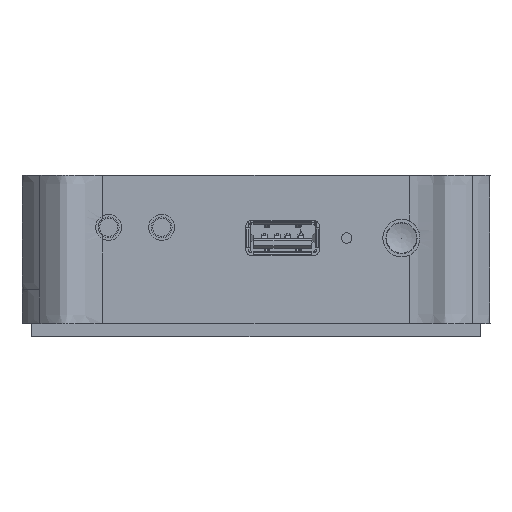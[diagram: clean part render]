
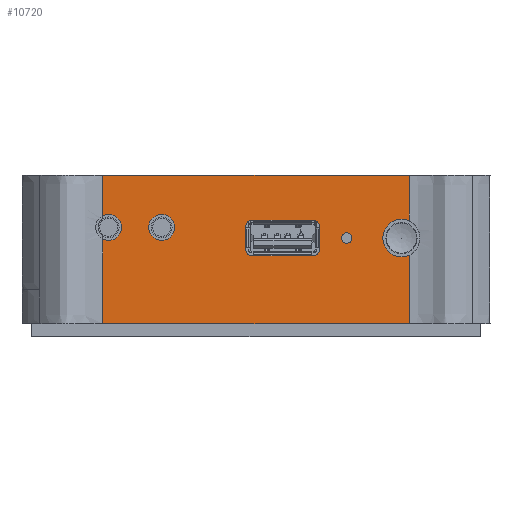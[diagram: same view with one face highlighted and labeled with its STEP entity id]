
A CAD part, front view. The second image highlights one B-rep face of the part: STEP entity #10720.
In plain terms, the highlighted planar face has unit normal (0, -1, 0).
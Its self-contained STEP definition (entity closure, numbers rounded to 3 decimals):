
#884=B_SPLINE_CURVE_WITH_KNOTS('',3,(#168892,#168893,#168894,#168895,#168896,
#168897,#168898,#168899,#168900,#168901,#168902,#168903,#168904),
 .UNSPECIFIED.,.F.,.F.,(4,1,1,1,1,1,1,1,1,1,4),(0.,0.063,0.125,0.25,0.375,
0.5,0.625,0.75,0.875,0.938,1.),.UNSPECIFIED.);
#885=B_SPLINE_CURVE_WITH_KNOTS('',3,(#168912,#168913,#168914,#168915,#168916,
#168917,#168918,#168919,#168920,#168921,#168922,#168923,#168924),
 .UNSPECIFIED.,.F.,.F.,(4,1,1,1,1,1,1,1,1,1,4),(0.,0.063,0.125,0.25,0.375,
0.5,0.625,0.75,0.875,0.938,1.),.UNSPECIFIED.);
#5045=PLANE('',#106440);
#5600=FACE_BOUND('',#22442,.T.);
#5601=FACE_BOUND('',#22443,.T.);
#5602=FACE_BOUND('',#22444,.T.);
#5603=FACE_BOUND('',#22445,.T.);
#10720=ADVANCED_FACE('',(#5600,#5601,#5602,#5603),#5045,.F.);
#22442=EDGE_LOOP('',(#73346));
#22443=EDGE_LOOP('',(#73347,#73348,#73349,#73350,#73351,#73352,#73353,#73354));
#22444=EDGE_LOOP('',(#73355));
#22445=EDGE_LOOP('',(#73356,#73357,#73358,#73359,#73360,#73361,#73362,#73363,
#73364,#73365));
#33789=LINE('',#168143,#45203);
#33833=LINE('',#168774,#45251);
#33834=LINE('',#168800,#45252);
#33835=LINE('',#168874,#45254);
#33836=LINE('',#168878,#45255);
#33837=LINE('',#168882,#45256);
#33838=LINE('',#168886,#45257);
#33839=LINE('',#168906,#45258);
#33840=LINE('',#168908,#45259);
#33841=LINE('',#168910,#45260);
#45203=VECTOR('',#131903,1.);
#45251=VECTOR('',#131991,1.);
#45252=VECTOR('',#131992,1.);
#45254=VECTOR('',#131998,1.);
#45255=VECTOR('',#132001,1.);
#45256=VECTOR('',#132004,1.);
#45257=VECTOR('',#132007,1.);
#45258=VECTOR('',#132012,1.);
#45259=VECTOR('',#132015,1.);
#45260=VECTOR('',#132016,1.);
#73346=ORIENTED_EDGE('',*,*,#97080,.F.);
#73347=ORIENTED_EDGE('',*,*,#97081,.F.);
#73348=ORIENTED_EDGE('',*,*,#97082,.F.);
#73349=ORIENTED_EDGE('',*,*,#97083,.F.);
#73350=ORIENTED_EDGE('',*,*,#97084,.F.);
#73351=ORIENTED_EDGE('',*,*,#97085,.F.);
#73352=ORIENTED_EDGE('',*,*,#97086,.F.);
#73353=ORIENTED_EDGE('',*,*,#97087,.F.);
#73354=ORIENTED_EDGE('',*,*,#97088,.F.);
#73355=ORIENTED_EDGE('',*,*,#97089,.F.);
#73356=ORIENTED_EDGE('',*,*,#97090,.F.);
#73357=ORIENTED_EDGE('',*,*,#97091,.F.);
#73358=ORIENTED_EDGE('',*,*,#97092,.F.);
#73359=ORIENTED_EDGE('',*,*,#97006,.F.);
#73360=ORIENTED_EDGE('',*,*,#97078,.T.);
#73361=ORIENTED_EDGE('',*,*,#97093,.F.);
#73362=ORIENTED_EDGE('',*,*,#97076,.T.);
#73363=ORIENTED_EDGE('',*,*,#97094,.T.);
#73364=ORIENTED_EDGE('',*,*,#97095,.F.);
#73365=ORIENTED_EDGE('',*,*,#97096,.F.);
#82875=VERTEX_POINT('',#168142);
#82876=VERTEX_POINT('',#168144);
#82939=VERTEX_POINT('',#168775);
#82940=VERTEX_POINT('',#168776);
#82941=VERTEX_POINT('',#168799);
#82942=VERTEX_POINT('',#168870);
#82943=VERTEX_POINT('',#168872);
#82944=VERTEX_POINT('',#168873);
#82945=VERTEX_POINT('',#168875);
#82946=VERTEX_POINT('',#168877);
#82947=VERTEX_POINT('',#168879);
#82948=VERTEX_POINT('',#168881);
#82949=VERTEX_POINT('',#168883);
#82950=VERTEX_POINT('',#168885);
#82951=VERTEX_POINT('',#168888);
#82952=VERTEX_POINT('',#168890);
#82953=VERTEX_POINT('',#168891);
#82954=VERTEX_POINT('',#168905);
#82955=VERTEX_POINT('',#168909);
#82956=VERTEX_POINT('',#168911);
#97006=EDGE_CURVE('',#82875,#82876,#33789,.T.);
#97076=EDGE_CURVE('',#82939,#82940,#33833,.T.);
#97078=EDGE_CURVE('',#82875,#82941,#33834,.T.);
#97080=EDGE_CURVE('',#82942,#82942,#99310,.T.);
#97081=EDGE_CURVE('',#82943,#82944,#99311,.T.);
#97082=EDGE_CURVE('',#82945,#82943,#33835,.T.);
#97083=EDGE_CURVE('',#82946,#82945,#99312,.T.);
#97084=EDGE_CURVE('',#82947,#82946,#33836,.T.);
#97085=EDGE_CURVE('',#82948,#82947,#99313,.T.);
#97086=EDGE_CURVE('',#82949,#82948,#33837,.T.);
#97087=EDGE_CURVE('',#82950,#82949,#99314,.T.);
#97088=EDGE_CURVE('',#82944,#82950,#33838,.T.);
#97089=EDGE_CURVE('',#82951,#82951,#99315,.T.);
#97090=EDGE_CURVE('',#82952,#82953,#99316,.T.);
#97091=EDGE_CURVE('',#82954,#82952,#884,.T.);
#97092=EDGE_CURVE('',#82876,#82954,#33839,.T.);
#97093=EDGE_CURVE('',#82939,#82941,#99317,.T.);
#97094=EDGE_CURVE('',#82940,#82955,#33840,.T.);
#97095=EDGE_CURVE('',#82956,#82955,#33841,.T.);
#97096=EDGE_CURVE('',#82953,#82956,#885,.T.);
#99310=CIRCLE('',#106432,1.);
#99311=CIRCLE('',#106433,1.138);
#99312=CIRCLE('',#106434,1.138);
#99313=CIRCLE('',#106435,1.138);
#99314=CIRCLE('',#106436,1.138);
#99315=CIRCLE('',#106437,2.);
#99316=CIRCLE('',#106438,2.);
#99317=CIRCLE('',#106439,3.6);
#106432=AXIS2_PLACEMENT_3D('',#168869,#131994,#131995);
#106433=AXIS2_PLACEMENT_3D('',#168871,#131996,#131997);
#106434=AXIS2_PLACEMENT_3D('',#168876,#131999,#132000);
#106435=AXIS2_PLACEMENT_3D('',#168880,#132002,#132003);
#106436=AXIS2_PLACEMENT_3D('',#168884,#132005,#132006);
#106437=AXIS2_PLACEMENT_3D('',#168887,#132008,#132009);
#106438=AXIS2_PLACEMENT_3D('',#168889,#132010,#132011);
#106439=AXIS2_PLACEMENT_3D('',#168907,#132013,#132014);
#106440=AXIS2_PLACEMENT_3D('',#168925,#132017,#132018);
#131903=DIRECTION('',(-1.,0.,0.));
#131991=DIRECTION('',(0.,0.,1.));
#131992=DIRECTION('',(0.,0.,1.));
#131994=DIRECTION('',(0.,-1.,0.));
#131995=DIRECTION('',(-1.,0.,0.));
#131996=DIRECTION('',(0.,-1.,0.));
#131997=DIRECTION('',(-1.,0.,0.));
#131998=DIRECTION('',(0.,0.,-1.));
#131999=DIRECTION('',(0.,-1.,0.));
#132000=DIRECTION('',(-1.,0.,0.));
#132001=DIRECTION('',(-1.,0.,0.));
#132002=DIRECTION('',(0.,-1.,0.));
#132003=DIRECTION('',(-1.,0.,0.));
#132004=DIRECTION('',(0.,0.,1.));
#132005=DIRECTION('',(0.,-1.,0.));
#132006=DIRECTION('',(-1.,0.,0.));
#132007=DIRECTION('',(1.,0.,0.));
#132008=DIRECTION('',(0.,-1.,0.));
#132009=DIRECTION('',(-1.,0.,0.));
#132010=DIRECTION('',(0.,-1.,0.));
#132011=DIRECTION('',(-1.,0.,0.));
#132012=DIRECTION('',(0.,0.,1.));
#132013=DIRECTION('',(0.,-1.,0.));
#132014=DIRECTION('',(-1.,0.,0.));
#132015=DIRECTION('',(-1.,0.,0.));
#132016=DIRECTION('',(0.,0.,1.));
#132017=DIRECTION('',(0.,1.,0.));
#132018=DIRECTION('',(-1.,0.,0.));
#168142=CARTESIAN_POINT('',(29.5,-71.7,-27.2));
#168143=CARTESIAN_POINT('',(29.5,-71.7,-27.2));
#168144=CARTESIAN_POINT('',(-29.5,-71.7,-27.2));
#168774=CARTESIAN_POINT('',(29.5,-71.7,-20.7));
#168775=CARTESIAN_POINT('',(29.5,-71.7,-7.491));
#168776=CARTESIAN_POINT('',(29.5,-71.7,1.3));
#168799=CARTESIAN_POINT('',(29.5,-71.7,-14.009));
#168800=CARTESIAN_POINT('',(29.5,-71.7,-20.7));
#168869=CARTESIAN_POINT('',(17.43,-71.7,-10.75));
#168870=CARTESIAN_POINT('',(16.43,-71.7,-10.75));
#168871=CARTESIAN_POINT('',(-0.811,-71.7,-12.97));
#168872=CARTESIAN_POINT('',(-1.949,-71.7,-12.97));
#168873=CARTESIAN_POINT('',(-0.811,-71.7,-14.108));
#168874=CARTESIAN_POINT('',(-1.949,-71.7,-20.7));
#168875=CARTESIAN_POINT('',(-1.949,-71.7,-8.49));
#168876=CARTESIAN_POINT('',(-0.811,-71.7,-8.49));
#168877=CARTESIAN_POINT('',(-0.811,-71.7,-7.352));
#168878=CARTESIAN_POINT('',(-27.,-71.7,-7.352));
#168879=CARTESIAN_POINT('',(11.043,-71.7,-7.352));
#168880=CARTESIAN_POINT('',(11.043,-71.7,-8.49));
#168881=CARTESIAN_POINT('',(12.181,-71.7,-8.49));
#168882=CARTESIAN_POINT('',(12.181,-71.7,-20.7));
#168883=CARTESIAN_POINT('',(12.181,-71.7,-12.97));
#168884=CARTESIAN_POINT('',(11.043,-71.7,-12.97));
#168885=CARTESIAN_POINT('',(11.043,-71.7,-14.108));
#168886=CARTESIAN_POINT('',(-27.,-71.7,-14.108));
#168887=CARTESIAN_POINT('',(-18.125,-71.7,-8.7));
#168888=CARTESIAN_POINT('',(-20.125,-71.7,-8.7));
#168889=CARTESIAN_POINT('',(-28.336,-71.7,-8.7));
#168890=CARTESIAN_POINT('',(-29.267,-71.7,-10.47));
#168891=CARTESIAN_POINT('',(-29.267,-71.7,-6.93));
#168892=CARTESIAN_POINT('',(-29.267,-71.7,-6.93));
#168893=CARTESIAN_POINT('',(-29.347,-71.7,-6.972));
#168894=CARTESIAN_POINT('',(-29.502,-71.7,-7.068));
#168895=CARTESIAN_POINT('',(-29.782,-71.7,-7.298));
#168896=CARTESIAN_POINT('',(-30.069,-71.7,-7.654));
#168897=CARTESIAN_POINT('',(-30.286,-71.7,-8.157));
#168898=CARTESIAN_POINT('',(-30.36,-71.7,-8.7));
#168899=CARTESIAN_POINT('',(-30.286,-71.7,-9.243));
#168900=CARTESIAN_POINT('',(-30.069,-71.7,-9.746));
#168901=CARTESIAN_POINT('',(-29.782,-71.7,-10.102));
#168902=CARTESIAN_POINT('',(-29.502,-71.7,-10.332));
#168903=CARTESIAN_POINT('',(-29.347,-71.7,-10.428));
#168904=CARTESIAN_POINT('',(-29.267,-71.7,-10.47));
#168905=CARTESIAN_POINT('',(-29.5,-71.7,-10.326));
#168906=CARTESIAN_POINT('',(-29.5,-71.7,-20.7));
#168907=CARTESIAN_POINT('',(27.971,-71.7,-10.75));
#168908=CARTESIAN_POINT('',(-27.,-71.7,1.3));
#168909=CARTESIAN_POINT('',(-29.5,-71.7,1.3));
#168910=CARTESIAN_POINT('',(-29.5,-71.7,-20.7));
#168911=CARTESIAN_POINT('',(-29.5,-71.7,-7.074));
#168912=CARTESIAN_POINT('',(-29.267,-71.7,-6.93));
#168913=CARTESIAN_POINT('',(-29.347,-71.7,-6.972));
#168914=CARTESIAN_POINT('',(-29.502,-71.7,-7.068));
#168915=CARTESIAN_POINT('',(-29.782,-71.7,-7.298));
#168916=CARTESIAN_POINT('',(-30.069,-71.7,-7.654));
#168917=CARTESIAN_POINT('',(-30.286,-71.7,-8.157));
#168918=CARTESIAN_POINT('',(-30.36,-71.7,-8.7));
#168919=CARTESIAN_POINT('',(-30.286,-71.7,-9.243));
#168920=CARTESIAN_POINT('',(-30.069,-71.7,-9.746));
#168921=CARTESIAN_POINT('',(-29.782,-71.7,-10.102));
#168922=CARTESIAN_POINT('',(-29.502,-71.7,-10.332));
#168923=CARTESIAN_POINT('',(-29.347,-71.7,-10.428));
#168924=CARTESIAN_POINT('',(-29.267,-71.7,-10.47));
#168925=CARTESIAN_POINT('',(-27.,-71.7,-20.7));
